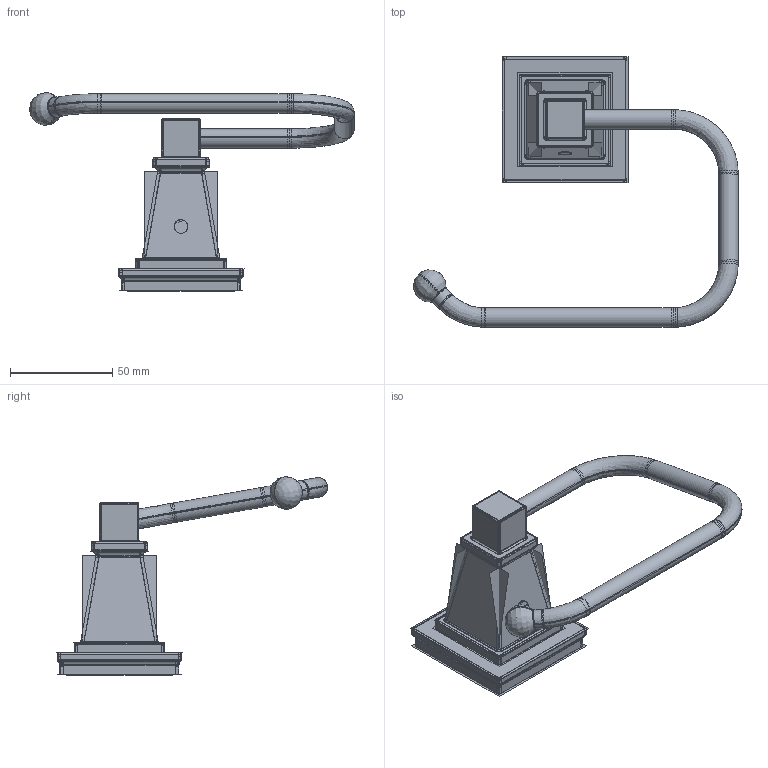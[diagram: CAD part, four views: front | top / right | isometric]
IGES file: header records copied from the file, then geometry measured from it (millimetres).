
Start section:  PTC IGES file: 43-27_asm.igs
Global section: file name: 43-27_asm.igs; native system: Creo Parametric by Parametric Technology Corporation; preprocessor: 2013150; author: rsmith; organization: Unknown; date: 20180205.112723; units: inch
Bounding box: 158.59 x 132.47 x 96.98 mm (x, y, z)
Surface area: 272308 mm2 (no closed solid volume)
Topology: 0 solids, 0 shells, 1316 faces, 18301 edges, 24218 vertices
Faces by surface type: revolution 810, bspline 506
